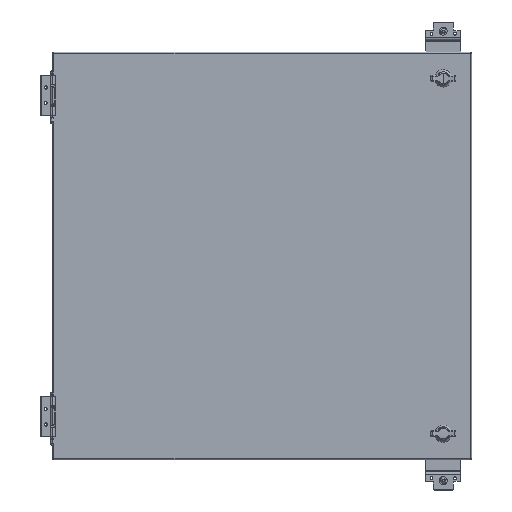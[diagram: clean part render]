
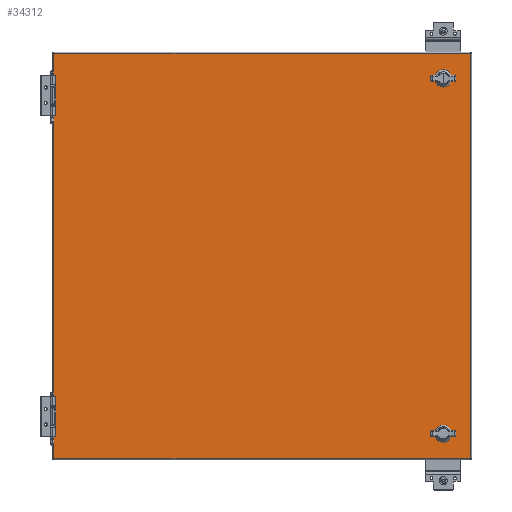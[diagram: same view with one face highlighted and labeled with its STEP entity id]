
A CAD part, top view. The second image highlights one B-rep face of the part: STEP entity #34312.
In plain terms, the highlighted planar face has unit normal (0, 0, 1).
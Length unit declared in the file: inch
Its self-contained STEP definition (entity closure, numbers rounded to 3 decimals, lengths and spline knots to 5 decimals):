
#829 = LINE ( 'NONE', #7080, #6781 ) ;
#2504 = VERTEX_POINT ( 'NONE', #24002 ) ;
#2829 = AXIS2_PLACEMENT_3D ( 'NONE', #34104, #13680, #16744 ) ;
#5361 = LINE ( 'NONE', #12287, #24997 ) ;
#5624 = EDGE_LOOP ( 'NONE', ( #36475, #13173, #41985, #23263 ) ) ;
#5686 = CARTESIAN_POINT ( 'NONE',  ( -13.2915, -12.94, 0. ) ) ;
#6204 = VECTOR ( 'NONE', #6424, 39.37008 ) ;
#6424 = DIRECTION ( 'NONE',  ( 0., 1., 0. ) ) ;
#6781 = VECTOR ( 'NONE', #36628, 39.37008 ) ;
#7080 = CARTESIAN_POINT ( 'NONE',  ( 0., -12.94, 0. ) ) ;
#7111 = EDGE_CURVE ( 'NONE', #2504, #36387, #5361, .T. ) ;
#7148 = PLANE ( 'NONE',  #2829 ) ;
#8995 = EDGE_CURVE ( 'NONE', #32722, #2504, #24672, .T. ) ;
#11422 = DIRECTION ( 'NONE',  ( -1., 0., 0. ) ) ;
#12287 = CARTESIAN_POINT ( 'NONE',  ( -13.2915, 0., 0. ) ) ;
#13173 = ORIENTED_EDGE ( 'NONE', *, *, #25242, .T. ) ;
#13680 = DIRECTION ( 'NONE',  ( 0., 0., -1. ) ) ;
#16636 = CARTESIAN_POINT ( 'NONE',  ( 13.2915, 0., 0. ) ) ;
#16744 = DIRECTION ( 'NONE',  ( -1., 0., 0. ) ) ;
#18609 = CARTESIAN_POINT ( 'NONE',  ( 0., 12.94, 0. ) ) ;
#19829 = VERTEX_POINT ( 'NONE', #23946 ) ;
#23263 = ORIENTED_EDGE ( 'NONE', *, *, #8995, .T. ) ;
#23893 = FACE_OUTER_BOUND ( 'NONE', #5624, .T. ) ;
#23946 = CARTESIAN_POINT ( 'NONE',  ( 13.2915, -12.94, 0. ) ) ;
#24002 = CARTESIAN_POINT ( 'NONE',  ( -13.2915, 12.94, 0. ) ) ;
#24672 = LINE ( 'NONE', #18609, #27884 ) ;
#24997 = VECTOR ( 'NONE', #31829, 39.37008 ) ;
#25242 = EDGE_CURVE ( 'NONE', #36387, #19829, #829, .T. ) ;
#27884 = VECTOR ( 'NONE', #11422, 39.37008 ) ;
#31174 = EDGE_CURVE ( 'NONE', #19829, #32722, #36380, .T. ) ;
#31829 = DIRECTION ( 'NONE',  ( 0., -1., 0. ) ) ;
#32722 = VERTEX_POINT ( 'NONE', #41721 ) ;
#34104 = CARTESIAN_POINT ( 'NONE',  ( 0., 0., 0. ) ) ;
#34312 = ADVANCED_FACE ( 'NONE', ( #23893 ), #7148, .F. ) ;
#36380 = LINE ( 'NONE', #16636, #6204 ) ;
#36387 = VERTEX_POINT ( 'NONE', #5686 ) ;
#36475 = ORIENTED_EDGE ( 'NONE', *, *, #7111, .T. ) ;
#36628 = DIRECTION ( 'NONE',  ( 1., 0., 0. ) ) ;
#41721 = CARTESIAN_POINT ( 'NONE',  ( 13.2915, 12.94, 0. ) ) ;
#41985 = ORIENTED_EDGE ( 'NONE', *, *, #31174, .T. ) ;
